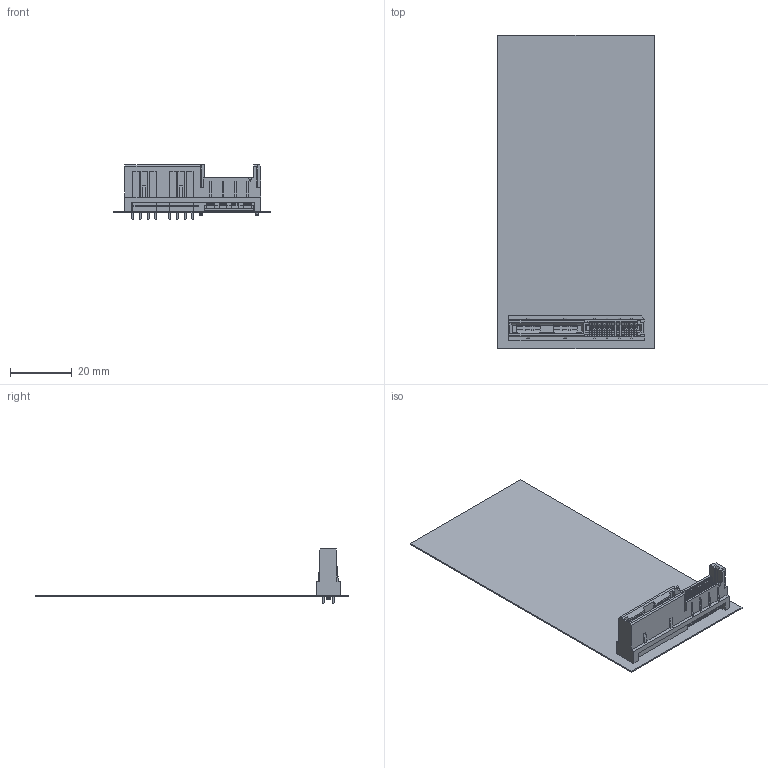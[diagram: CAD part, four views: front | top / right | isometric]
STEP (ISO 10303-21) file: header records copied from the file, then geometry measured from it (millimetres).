
FILE_DESCRIPTION(('Open CASCADE Model'),'2;1');
FILE_NAME('Open CASCADE Shape Model','2020-04-18T19:06:41',('Author'),( 'Open CASCADE'),'Open CASCADE STEP processor 6.8','Open CASCADE 6.8' ,'Unknown');
FILE_SCHEMA(('AUTOMOTIVE_DESIGN { 1 0 10303 214 1 1 1 1 }'));
Length unit declared in the file: millimetre
Products named in the file (8): PCB; Board; Open CASCADE STEP translator 6.8 2.1.1; *; HSEC8-120-01-L-PV-4-1; _HSEC8-120-01-L-PV-4-1_terminal; _HSEC8-120-01-L-PV-4-1_power_pin; _HSEC8-120-01-L-PV-4-1_signal_pin
Assembly tree (7 placements, depth 4):
  PCB
    Board
      Open CASCADE STEP translator 6.8 2.1.1
    *
      HSEC8-120-01-L-PV-4-1
        _HSEC8-120-01-L-PV-4-1_terminal
        _HSEC8-120-01-L-PV-4-1_power_pin
        _HSEC8-120-01-L-PV-4-1_signal_pin
Bounding box: 50.8 x 101.6 x 17.56 mm (x, y, z)
Volume: 3937.3 mm3; surface area: 16199.9 mm2
Topology: 4 solids, 4 shells, 2114 faces, 6308 edges, 4163 vertices
Faces by surface type: plane 1626, cylinder 487, bspline 1
Full cylindrical faces by diameter (mm): 0.965 x16, 1.12 x1
Entity records: 85367 total; most frequent: CARTESIAN_POINT 12629, ORIENTED_EDGE 12616, DIRECTION 11524, EDGE_CURVE 6308, LINE 5330, VECTOR 5330, VERTEX_POINT 4163, AXIS2_PLACEMENT_3D 3097
